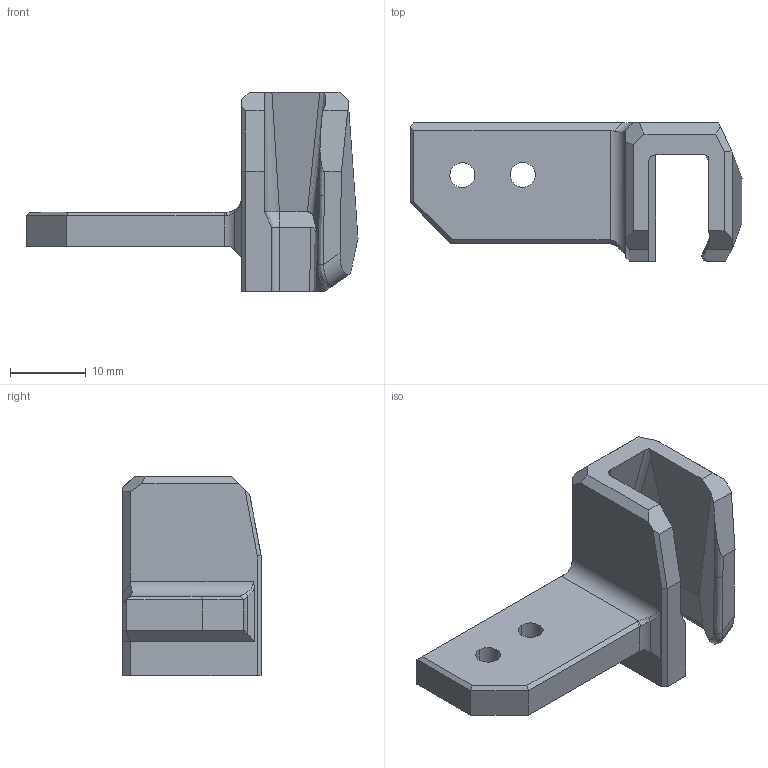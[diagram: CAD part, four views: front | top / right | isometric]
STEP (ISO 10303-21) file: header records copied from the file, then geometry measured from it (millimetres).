
FILE_DESCRIPTION (( 'STEP AP214' ), '1' );
FILE_NAME ('Galileo 2 Extruder-ebbusb盄標.STEP', '2024-09-11T01:39:49', ( 'Windows User' ), ( 'P R C' ), 'SwSTEP 2.0', 'SolidWorks 2024', '' );
FILE_SCHEMA (( 'AUTOMOTIVE_DESIGN' ));
Length unit declared in the file: millimetre
Products named in the file (1): Galileo 2 Extruder-ebbusb线夹
Bounding box: 43.93 x 18.28 x 26.45 mm (x, y, z)
Volume: 5286.1 mm3; surface area: 3713.2 mm2
Topology: 1 solids, 1 shells, 75 faces, 206 edges, 133 vertices
Faces by surface type: plane 40, bspline 26, cylinder 8, cone 1
Entity records: 3394 total; most frequent: CARTESIAN_POINT 1731, ORIENTED_EDGE 412, DIRECTION 231, EDGE_CURVE 206, VERTEX_POINT 133, VECTOR 101, LINE 101, B_SPLINE_CURVE_WITH_KNOTS 80
